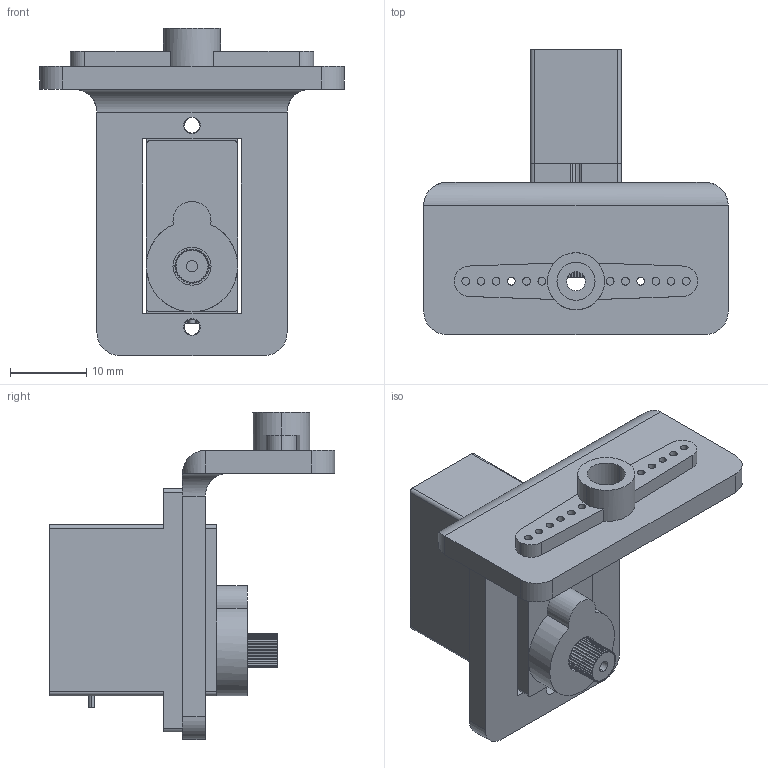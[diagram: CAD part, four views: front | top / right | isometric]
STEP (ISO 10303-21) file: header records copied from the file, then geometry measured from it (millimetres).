
FILE_DESCRIPTION (( 'STEP AP203' ), '1' );
FILE_NAME ('Braço1_Valor predeterminado_sldprt.STEP', '2021-09-18T22:56:26', ( '' ), ( '' ), 'SwSTEP 2.0', 'SolidWorks 2020', '' );
FILE_SCHEMA (( 'CONFIG_CONTROL_DESIGN' ));
Length unit declared in the file: millimetre
Products named in the file (1): Braço1_Valor predeterminado_sldprt
Bounding box: 40 x 37.5 x 43 mm (x, y, z)
Volume: 7757.3 mm3; surface area: 9407.2 mm2
Topology: 4 solids, 4 shells, 301 faces, 812 edges, 537 vertices
Faces by surface type: cylinder 211, plane 90
Entity records: 9800 total; most frequent: DIRECTION 1839, CARTESIAN_POINT 1663, ORIENTED_EDGE 1624, EDGE_CURVE 812, AXIS2_PLACEMENT_3D 729, VERTEX_POINT 537, CIRCLE 427, LINE 381
